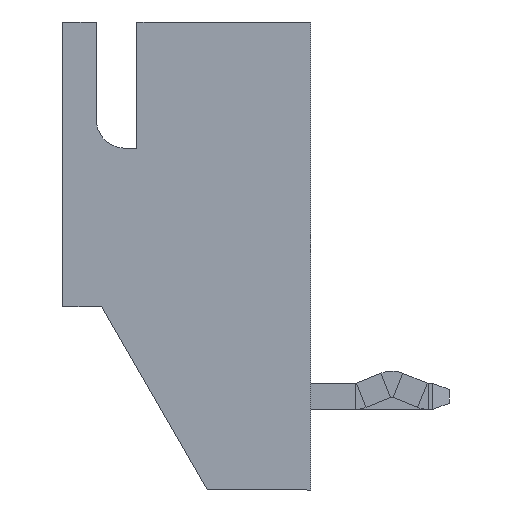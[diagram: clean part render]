
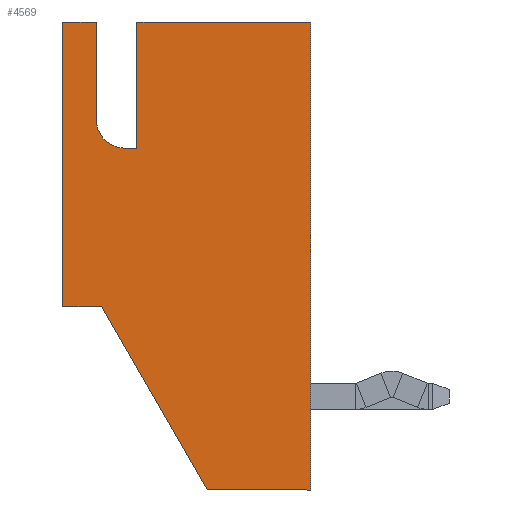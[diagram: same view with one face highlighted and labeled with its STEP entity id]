
A CAD part, left-side view. The second image highlights one B-rep face of the part: STEP entity #4569.
In plain terms, the highlighted planar face has unit normal (-1, 0, 0).
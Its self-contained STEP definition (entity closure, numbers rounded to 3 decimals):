
#97 = ORIENTED_EDGE ( 'NONE', *, *, #4874, .T. ) ;
#99 = LINE ( 'NONE', #2929, #4266 ) ;
#168 = VECTOR ( 'NONE', #2616, 1000. ) ;
#375 = LINE ( 'NONE', #3273, #4614 ) ;
#580 = ORIENTED_EDGE ( 'NONE', *, *, #3751, .F. ) ;
#753 = EDGE_CURVE ( 'NONE', #2417, #4617, #3950, .T. ) ;
#815 = EDGE_CURVE ( 'NONE', #3285, #911, #375, .T. ) ;
#906 = DIRECTION ( 'NONE',  ( 0., 1., 0. ) ) ;
#911 = VERTEX_POINT ( 'NONE', #2612 ) ;
#932 = DIRECTION ( 'NONE',  ( 0., 0., 1. ) ) ;
#948 = DIRECTION ( 'NONE',  ( 0., 0., -1. ) ) ;
#1114 = DIRECTION ( 'NONE',  ( -1., 0., 0. ) ) ;
#1134 = EDGE_LOOP ( 'NONE', ( #2349, #1956, #2581, #1277, #5236, #2274, #580, #4492, #3262, #3272, #97 ) ) ;
#1157 = VERTEX_POINT ( 'NONE', #3945 ) ;
#1176 = CARTESIAN_POINT ( 'NONE',  ( -9.95, 4.275, -3.1 ) ) ;
#1205 = CARTESIAN_POINT ( 'NONE',  ( -9.95, 0., -11.5 ) ) ;
#1277 = ORIENTED_EDGE ( 'NONE', *, *, #1782, .F. ) ;
#1309 = DIRECTION ( 'NONE',  ( 0., 0.5, 0.866 ) ) ;
#1389 = EDGE_CURVE ( 'NONE', #3212, #911, #3305, .T. ) ;
#1515 = VECTOR ( 'NONE', #3282, 1000. ) ;
#1527 = VECTOR ( 'NONE', #3097, 1000. ) ;
#1548 = DIRECTION ( 'NONE',  ( 1., 0., 0. ) ) ;
#1568 = CARTESIAN_POINT ( 'NONE',  ( -9.95, 5.148, -7. ) ) ;
#1571 = CARTESIAN_POINT ( 'NONE',  ( -9.95, 4.275, 0. ) ) ;
#1782 = EDGE_CURVE ( 'NONE', #5285, #2230, #4099, .T. ) ;
#1796 = CIRCLE ( 'NONE', #4792, 0.7 ) ;
#1835 = CARTESIAN_POINT ( 'NONE',  ( -9.95, 4.575, -3.1 ) ) ;
#1942 = CARTESIAN_POINT ( 'NONE',  ( -9.95, 6.1, 0. ) ) ;
#1956 = ORIENTED_EDGE ( 'NONE', *, *, #1389, .F. ) ;
#1960 = VECTOR ( 'NONE', #3465, 1000. ) ;
#2054 = VECTOR ( 'NONE', #2954, 1000. ) ;
#2064 = CARTESIAN_POINT ( 'NONE',  ( -9.95, 0., 0. ) ) ;
#2230 = VERTEX_POINT ( 'NONE', #2576 ) ;
#2240 = LINE ( 'NONE', #1835, #1960 ) ;
#2274 = ORIENTED_EDGE ( 'NONE', *, *, #3092, .F. ) ;
#2349 = ORIENTED_EDGE ( 'NONE', *, *, #815, .T. ) ;
#2352 = EDGE_CURVE ( 'NONE', #2417, #2972, #3492, .T. ) ;
#2399 = EDGE_CURVE ( 'NONE', #2972, #2661, #2240, .T. ) ;
#2417 = VERTEX_POINT ( 'NONE', #1571 ) ;
#2438 = PLANE ( 'NONE',  #4361 ) ;
#2464 = VECTOR ( 'NONE', #2787, 1000. ) ;
#2524 = LINE ( 'NONE', #4128, #4013 ) ;
#2576 = CARTESIAN_POINT ( 'NONE',  ( -9.95, 6.1, -7. ) ) ;
#2581 = ORIENTED_EDGE ( 'NONE', *, *, #2712, .F. ) ;
#2612 = CARTESIAN_POINT ( 'NONE',  ( -9.95, 5.275, 0. ) ) ;
#2616 = DIRECTION ( 'NONE',  ( 0., 0., 1. ) ) ;
#2661 = VERTEX_POINT ( 'NONE', #3817 ) ;
#2712 = EDGE_CURVE ( 'NONE', #2230, #3212, #4272, .T. ) ;
#2742 = CARTESIAN_POINT ( 'NONE',  ( -9.95, 0., 0. ) ) ;
#2787 = DIRECTION ( 'NONE',  ( 0., -1., 0. ) ) ;
#2804 = CARTESIAN_POINT ( 'NONE',  ( -9.95, 5.275, -2.4 ) ) ;
#2929 = CARTESIAN_POINT ( 'NONE',  ( -9.95, 0., 0. ) ) ;
#2954 = DIRECTION ( 'NONE',  ( 0., 1., 0. ) ) ;
#2972 = VERTEX_POINT ( 'NONE', #1176 ) ;
#3016 = CARTESIAN_POINT ( 'NONE',  ( -9.95, 6.1, 0. ) ) ;
#3092 = EDGE_CURVE ( 'NONE', #3567, #1157, #4162, .T. ) ;
#3097 = DIRECTION ( 'NONE',  ( 0., 0., -1. ) ) ;
#3148 = VECTOR ( 'NONE', #906, 1000. ) ;
#3212 = VERTEX_POINT ( 'NONE', #1942 ) ;
#3262 = ORIENTED_EDGE ( 'NONE', *, *, #2352, .T. ) ;
#3272 = ORIENTED_EDGE ( 'NONE', *, *, #2399, .T. ) ;
#3273 = CARTESIAN_POINT ( 'NONE',  ( -9.95, 5.275, 0. ) ) ;
#3282 = DIRECTION ( 'NONE',  ( 0., -1., 0. ) ) ;
#3285 = VERTEX_POINT ( 'NONE', #2804 ) ;
#3293 = CARTESIAN_POINT ( 'NONE',  ( -9.95, 0., -7. ) ) ;
#3305 = LINE ( 'NONE', #3687, #1515 ) ;
#3465 = DIRECTION ( 'NONE',  ( 0., 1., 0. ) ) ;
#3487 = CARTESIAN_POINT ( 'NONE',  ( -9.95, 0., -11.5 ) ) ;
#3492 = LINE ( 'NONE', #4251, #1527 ) ;
#3567 = VERTEX_POINT ( 'NONE', #3487 ) ;
#3583 = CARTESIAN_POINT ( 'NONE',  ( -9.95, 4.575, -2.4 ) ) ;
#3687 = CARTESIAN_POINT ( 'NONE',  ( -9.95, 0., 0. ) ) ;
#3751 = EDGE_CURVE ( 'NONE', #4617, #3567, #99, .T. ) ;
#3817 = CARTESIAN_POINT ( 'NONE',  ( -9.95, 4.575, -3.1 ) ) ;
#3945 = CARTESIAN_POINT ( 'NONE',  ( -9.95, 2.55, -11.5 ) ) ;
#3950 = LINE ( 'NONE', #2742, #2464 ) ;
#4013 = VECTOR ( 'NONE', #1309, 1000. ) ;
#4015 = DIRECTION ( 'NONE',  ( 0., 0., -1. ) ) ;
#4052 = DIRECTION ( 'NONE',  ( 0., 0., 1. ) ) ;
#4099 = LINE ( 'NONE', #3293, #3148 ) ;
#4128 = CARTESIAN_POINT ( 'NONE',  ( -9.95, 2.55, -11.5 ) ) ;
#4162 = LINE ( 'NONE', #1205, #2054 ) ;
#4238 = EDGE_CURVE ( 'NONE', #1157, #5285, #2524, .T. ) ;
#4251 = CARTESIAN_POINT ( 'NONE',  ( -9.95, 4.275, -3.1 ) ) ;
#4266 = VECTOR ( 'NONE', #948, 1000. ) ;
#4272 = LINE ( 'NONE', #3016, #168 ) ;
#4361 = AXIS2_PLACEMENT_3D ( 'NONE', #5174, #1114, #932 ) ;
#4483 = FACE_OUTER_BOUND ( 'NONE', #1134, .T. ) ;
#4492 = ORIENTED_EDGE ( 'NONE', *, *, #753, .F. ) ;
#4569 = ADVANCED_FACE ( 'NONE', ( #4483 ), #2438, .T. ) ;
#4614 = VECTOR ( 'NONE', #4052, 1000. ) ;
#4617 = VERTEX_POINT ( 'NONE', #2064 ) ;
#4792 = AXIS2_PLACEMENT_3D ( 'NONE', #3583, #1548, #4015 ) ;
#4874 = EDGE_CURVE ( 'NONE', #2661, #3285, #1796, .T. ) ;
#5174 = CARTESIAN_POINT ( 'NONE',  ( -9.95, 0., 0. ) ) ;
#5236 = ORIENTED_EDGE ( 'NONE', *, *, #4238, .F. ) ;
#5285 = VERTEX_POINT ( 'NONE', #1568 ) ;
